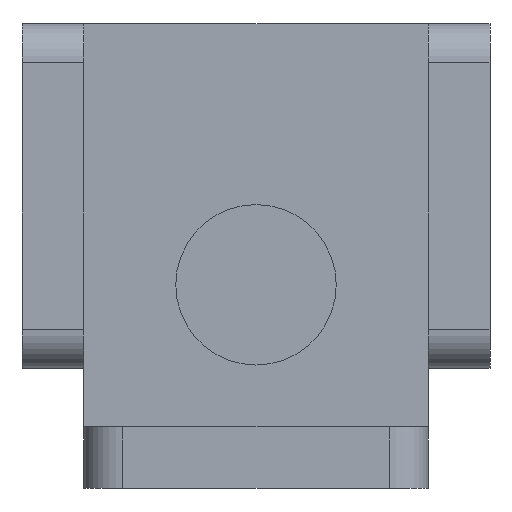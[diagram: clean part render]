
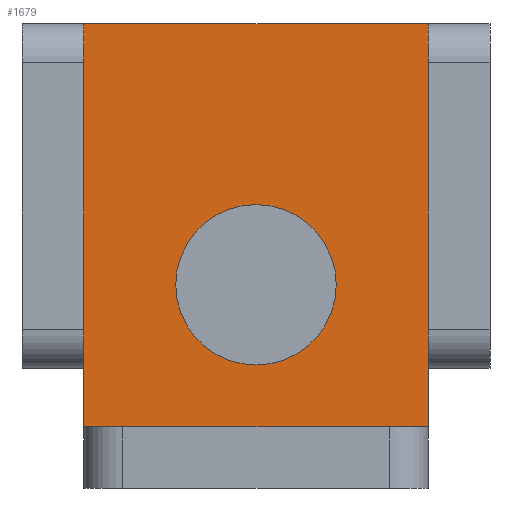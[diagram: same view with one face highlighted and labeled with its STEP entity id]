
A CAD part, front view. The second image highlights one B-rep face of the part: STEP entity #1679.
In plain terms, the highlighted planar face has unit normal (0, -1, 0).
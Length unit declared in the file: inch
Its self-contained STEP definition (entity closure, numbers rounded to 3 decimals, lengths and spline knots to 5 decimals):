
#6 = DIRECTION ( 'NONE',  ( 0., 0., 1. ) ) ;
#114 = CARTESIAN_POINT ( 'NONE',  ( 0.44094, -0.2, 1.40931 ) ) ;
#223 = ORIENTED_EDGE ( 'NONE', *, *, #1597, .F. ) ;
#257 = AXIS2_PLACEMENT_3D ( 'NONE', #1539, #1022, #6 ) ;
#259 = CARTESIAN_POINT ( 'NONE',  ( -0.44094, -0.2, 0.44094 ) ) ;
#284 = AXIS2_PLACEMENT_3D ( 'NONE', #2933, #2963, #1461 ) ;
#304 = FACE_OUTER_BOUND ( 'NONE', #1389, .T. ) ;
#310 = VERTEX_POINT ( 'NONE', #1551 ) ;
#358 = CARTESIAN_POINT ( 'NONE',  ( -0.44094, -0.2, 1.40931 ) ) ;
#371 = EDGE_LOOP ( 'NONE', ( #223, #1824 ) ) ;
#396 = DIRECTION ( 'NONE',  ( 1., 0., 0. ) ) ;
#400 = DIRECTION ( 'NONE',  ( 0., 0., -1. ) ) ;
#439 = DIRECTION ( 'NONE',  ( 0., 0., 1. ) ) ;
#559 = CIRCLE ( 'NONE', #2226, 0.20515 ) ;
#565 = EDGE_CURVE ( 'NONE', #310, #987, #2179, .T. ) ;
#643 = CARTESIAN_POINT ( 'NONE',  ( -0.44094, -0.2, -0.59055 ) ) ;
#664 = CARTESIAN_POINT ( 'NONE',  ( 0.44094, -0.2, 1.40931 ) ) ;
#687 = VECTOR ( 'NONE', #2734, 39.37008 ) ;
#692 = CARTESIAN_POINT ( 'NONE',  ( -0.44094, -0.2, -0.59055 ) ) ;
#725 = VERTEX_POINT ( 'NONE', #1451 ) ;
#776 = CARTESIAN_POINT ( 'NONE',  ( 0.44094, -0.2, -0.44094 ) ) ;
#954 = DIRECTION ( 'NONE',  ( 0., -1., 0. ) ) ;
#987 = VERTEX_POINT ( 'NONE', #2257 ) ;
#1022 = DIRECTION ( 'NONE',  ( 0., 1., 0. ) ) ;
#1047 = ORIENTED_EDGE ( 'NONE', *, *, #1504, .T. ) ;
#1102 = DIRECTION ( 'NONE',  ( 0., 0., -1. ) ) ;
#1224 = ORIENTED_EDGE ( 'NONE', *, *, #2314, .T. ) ;
#1321 = CIRCLE ( 'NONE', #284, 0.20515 ) ;
#1349 = DIRECTION ( 'NONE',  ( 0., 0., -1. ) ) ;
#1361 = CARTESIAN_POINT ( 'NONE',  ( -0.44094, -0.2, 1.40931 ) ) ;
#1386 = DIRECTION ( 'NONE',  ( 0., 0., -1. ) ) ;
#1389 = EDGE_LOOP ( 'NONE', ( #2845, #2990, #1224, #1047, #1669, #1599 ) ) ;
#1404 = LINE ( 'NONE', #114, #2821 ) ;
#1451 = CARTESIAN_POINT ( 'NONE',  ( 0., -0.2, -0.02202 ) ) ;
#1461 = DIRECTION ( 'NONE',  ( 0., 0., 1. ) ) ;
#1486 = VECTOR ( 'NONE', #400, 39.37008 ) ;
#1497 = PLANE ( 'NONE',  #257 ) ;
#1504 = EDGE_CURVE ( 'NONE', #1742, #3067, #2129, .T. ) ;
#1520 = FACE_BOUND ( 'NONE', #371, .T. ) ;
#1539 = CARTESIAN_POINT ( 'NONE',  ( -0.44094, -0.2, 1.40931 ) ) ;
#1551 = CARTESIAN_POINT ( 'NONE',  ( 0.44094, -0.2, 0.44094 ) ) ;
#1580 = VERTEX_POINT ( 'NONE', #1934 ) ;
#1597 = EDGE_CURVE ( 'NONE', #725, #2602, #559, .T. ) ;
#1599 = ORIENTED_EDGE ( 'NONE', *, *, #1949, .F. ) ;
#1669 = ORIENTED_EDGE ( 'NONE', *, *, #1938, .T. ) ;
#1670 = CARTESIAN_POINT ( 'NONE',  ( 0., -0.2, -0.22717 ) ) ;
#1679 = ADVANCED_FACE ( 'NONE', ( #1520, #304 ), #1497, .F. ) ;
#1742 = VERTEX_POINT ( 'NONE', #3058 ) ;
#1824 = ORIENTED_EDGE ( 'NONE', *, *, #2036, .F. ) ;
#1858 = LINE ( 'NONE', #643, #3133 ) ;
#1934 = CARTESIAN_POINT ( 'NONE',  ( 0.44094, -0.2, -0.59055 ) ) ;
#1938 = EDGE_CURVE ( 'NONE', #3067, #1580, #1858, .T. ) ;
#1949 = EDGE_CURVE ( 'NONE', #3120, #1580, #1404, .T. ) ;
#2036 = EDGE_CURVE ( 'NONE', #2602, #725, #1321, .T. ) ;
#2129 = LINE ( 'NONE', #1361, #2174 ) ;
#2174 = VECTOR ( 'NONE', #1102, 39.37008 ) ;
#2179 = LINE ( 'NONE', #259, #687 ) ;
#2226 = AXIS2_PLACEMENT_3D ( 'NONE', #1670, #954, #439 ) ;
#2257 = CARTESIAN_POINT ( 'NONE',  ( -0.44094, -0.2, 0.44094 ) ) ;
#2314 = EDGE_CURVE ( 'NONE', #987, #1742, #2590, .T. ) ;
#2590 = LINE ( 'NONE', #358, #2634 ) ;
#2602 = VERTEX_POINT ( 'NONE', #2855 ) ;
#2634 = VECTOR ( 'NONE', #1349, 39.37008 ) ;
#2647 = LINE ( 'NONE', #664, #1486 ) ;
#2682 = EDGE_CURVE ( 'NONE', #310, #3120, #2647, .T. ) ;
#2734 = DIRECTION ( 'NONE',  ( -1., 0., 0. ) ) ;
#2821 = VECTOR ( 'NONE', #1386, 39.37008 ) ;
#2845 = ORIENTED_EDGE ( 'NONE', *, *, #2682, .F. ) ;
#2855 = CARTESIAN_POINT ( 'NONE',  ( 0., -0.2, -0.43232 ) ) ;
#2933 = CARTESIAN_POINT ( 'NONE',  ( 0., -0.2, -0.22717 ) ) ;
#2963 = DIRECTION ( 'NONE',  ( 0., -1., 0. ) ) ;
#2990 = ORIENTED_EDGE ( 'NONE', *, *, #565, .T. ) ;
#3058 = CARTESIAN_POINT ( 'NONE',  ( -0.44094, -0.2, -0.44094 ) ) ;
#3067 = VERTEX_POINT ( 'NONE', #692 ) ;
#3120 = VERTEX_POINT ( 'NONE', #776 ) ;
#3133 = VECTOR ( 'NONE', #396, 39.37008 ) ;
